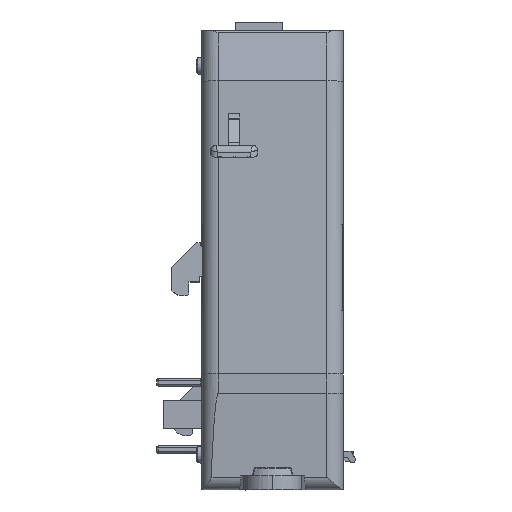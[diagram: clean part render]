
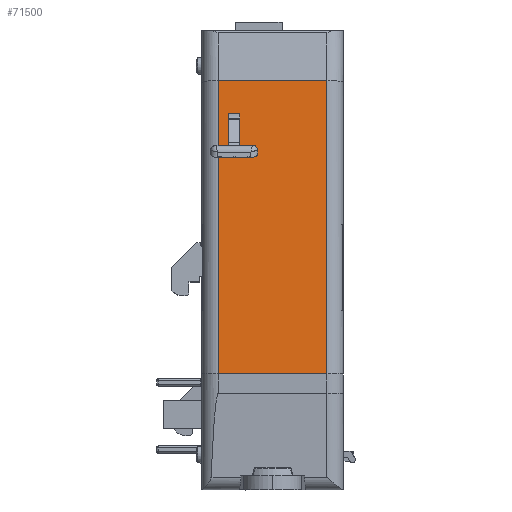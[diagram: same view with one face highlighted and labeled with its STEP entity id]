
A CAD part, front view. The second image highlights one B-rep face of the part: STEP entity #71500.
In plain terms, the highlighted planar face has unit normal (0, -0.999, 0.044).
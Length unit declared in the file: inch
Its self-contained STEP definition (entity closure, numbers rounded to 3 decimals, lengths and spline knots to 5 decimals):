
#1313 = LINE ( 'NONE', #74994, #155214 ) ;
#1711 = DIRECTION ( 'NONE',  ( 0., -0.044, -0.999 ) ) ;
#4437 = LINE ( 'NONE', #27167, #95561 ) ;
#4638 = DIRECTION ( 'NONE',  ( 0., -0.999, 0.044 ) ) ;
#5900 = PLANE ( 'NONE',  #176449 ) ;
#8042 = DIRECTION ( 'NONE',  ( 0., 0.044, 0.999 ) ) ;
#8827 = CARTESIAN_POINT ( 'NONE',  ( -0.24746, -1.82827, -2.33452 ) ) ;
#11494 = LINE ( 'NONE', #8827, #97702 ) ;
#12039 = LINE ( 'NONE', #47847, #35351 ) ;
#12868 = CARTESIAN_POINT ( 'NONE',  ( 0.51828, -1.73772, -0.26054 ) ) ;
#14642 = CARTESIAN_POINT ( 'NONE',  ( -0.24746, -1.82827, -2.33452 ) ) ;
#16302 = EDGE_CURVE ( 'NONE', #115646, #135742, #11494, .T. ) ;
#27167 = CARTESIAN_POINT ( 'NONE',  ( 0.63541, -1.82827, -2.33452 ) ) ;
#27208 = CARTESIAN_POINT ( 'NONE',  ( -0.17505, -1.75976, -0.76539 ) ) ;
#32391 = EDGE_CURVE ( 'NONE', #35017, #163418, #97376, .T. ) ;
#33406 = CARTESIAN_POINT ( 'NONE',  ( -0.13567, -1.74776, -0.49051 ) ) ;
#35017 = VERTEX_POINT ( 'NONE', #81731 ) ;
#35351 = VECTOR ( 'NONE', #77973, 39.37008 ) ;
#35606 = ORIENTED_EDGE ( 'NONE', *, *, #181876, .T. ) ;
#40781 = DIRECTION ( 'NONE',  ( 0., 0.044, 0.999 ) ) ;
#41102 = DIRECTION ( 'NONE',  ( 0., -0.044, -0.999 ) ) ;
#43191 = EDGE_LOOP ( 'NONE', ( #111640, #35606, #45171, #181806 ) ) ;
#44676 = EDGE_CURVE ( 'NONE', #82918, #68253, #149348, .T. ) ;
#45171 = ORIENTED_EDGE ( 'NONE', *, *, #127972, .F. ) ;
#47847 = CARTESIAN_POINT ( 'NONE',  ( 0.63541, -1.75976, -0.76539 ) ) ;
#48523 = VECTOR ( 'NONE', #41102, 39.37008 ) ;
#56816 = VECTOR ( 'NONE', #8042, 39.37008 ) ;
#57053 = CARTESIAN_POINT ( 'NONE',  ( 0.51828, -1.92586, -4.56957 ) ) ;
#67678 = CARTESIAN_POINT ( 'NONE',  ( -0.17505, -1.74776, -0.49051 ) ) ;
#67915 = EDGE_LOOP ( 'NONE', ( #134081, #163874, #84887, #93892 ) ) ;
#68253 = VERTEX_POINT ( 'NONE', #67678 ) ;
#70493 = CARTESIAN_POINT ( 'NONE',  ( -0.09629, -1.92586, -4.56957 ) ) ;
#71500 = ADVANCED_FACE ( 'NONE', ( #88773, #130699 ), #5900, .T. ) ;
#74994 = CARTESIAN_POINT ( 'NONE',  ( 0.63541, -1.73772, -0.26054 ) ) ;
#77973 = DIRECTION ( 'NONE',  ( 1., 0., 0. ) ) ;
#81731 = CARTESIAN_POINT ( 'NONE',  ( 0.51828, -1.82827, -2.33452 ) ) ;
#82717 = EDGE_CURVE ( 'NONE', #158043, #68253, #185169, .T. ) ;
#82918 = VERTEX_POINT ( 'NONE', #104430 ) ;
#84054 = VECTOR ( 'NONE', #110333, 39.37008 ) ;
#84887 = ORIENTED_EDGE ( 'NONE', *, *, #122980, .T. ) ;
#88427 = LINE ( 'NONE', #70493, #48523 ) ;
#88773 = FACE_OUTER_BOUND ( 'NONE', #67915, .T. ) ;
#90693 = DIRECTION ( 'NONE',  ( -1., 0., 0. ) ) ;
#93892 = ORIENTED_EDGE ( 'NONE', *, *, #16302, .T. ) ;
#94557 = EDGE_CURVE ( 'NONE', #35017, #135742, #4437, .T. ) ;
#95561 = VECTOR ( 'NONE', #130867, 39.37008 ) ;
#97376 = LINE ( 'NONE', #57053, #188203 ) ;
#97702 = VECTOR ( 'NONE', #1711, 39.37008 ) ;
#99597 = CARTESIAN_POINT ( 'NONE',  ( -0.09629, -1.75976, -0.76539 ) ) ;
#104430 = CARTESIAN_POINT ( 'NONE',  ( -0.09629, -1.74776, -0.49051 ) ) ;
#110333 = DIRECTION ( 'NONE',  ( -1., 0., 0. ) ) ;
#111640 = ORIENTED_EDGE ( 'NONE', *, *, #44676, .F. ) ;
#115646 = VERTEX_POINT ( 'NONE', #193560 ) ;
#122980 = EDGE_CURVE ( 'NONE', #163418, #115646, #1313, .T. ) ;
#127972 = EDGE_CURVE ( 'NONE', #158043, #150082, #12039, .T. ) ;
#130699 = FACE_BOUND ( 'NONE', #43191, .T. ) ;
#130867 = DIRECTION ( 'NONE',  ( -1., 0., 0. ) ) ;
#134081 = ORIENTED_EDGE ( 'NONE', *, *, #94557, .F. ) ;
#135742 = VERTEX_POINT ( 'NONE', #14642 ) ;
#142294 = CARTESIAN_POINT ( 'NONE',  ( -0.17505, -1.92586, -4.56957 ) ) ;
#149348 = LINE ( 'NONE', #33406, #84054 ) ;
#150082 = VERTEX_POINT ( 'NONE', #99597 ) ;
#155214 = VECTOR ( 'NONE', #90693, 39.37008 ) ;
#158043 = VERTEX_POINT ( 'NONE', #27208 ) ;
#163418 = VERTEX_POINT ( 'NONE', #12868 ) ;
#163874 = ORIENTED_EDGE ( 'NONE', *, *, #32391, .T. ) ;
#169438 = CARTESIAN_POINT ( 'NONE',  ( 0.63541, -1.92586, -4.56957 ) ) ;
#170747 = DIRECTION ( 'NONE',  ( 0., -0.044, -0.999 ) ) ;
#176449 = AXIS2_PLACEMENT_3D ( 'NONE', #169438, #4638, #170747 ) ;
#181806 = ORIENTED_EDGE ( 'NONE', *, *, #82717, .T. ) ;
#181876 = EDGE_CURVE ( 'NONE', #82918, #150082, #88427, .T. ) ;
#185169 = LINE ( 'NONE', #142294, #56816 ) ;
#188203 = VECTOR ( 'NONE', #40781, 39.37008 ) ;
#193560 = CARTESIAN_POINT ( 'NONE',  ( -0.24746, -1.73772, -0.26054 ) ) ;
